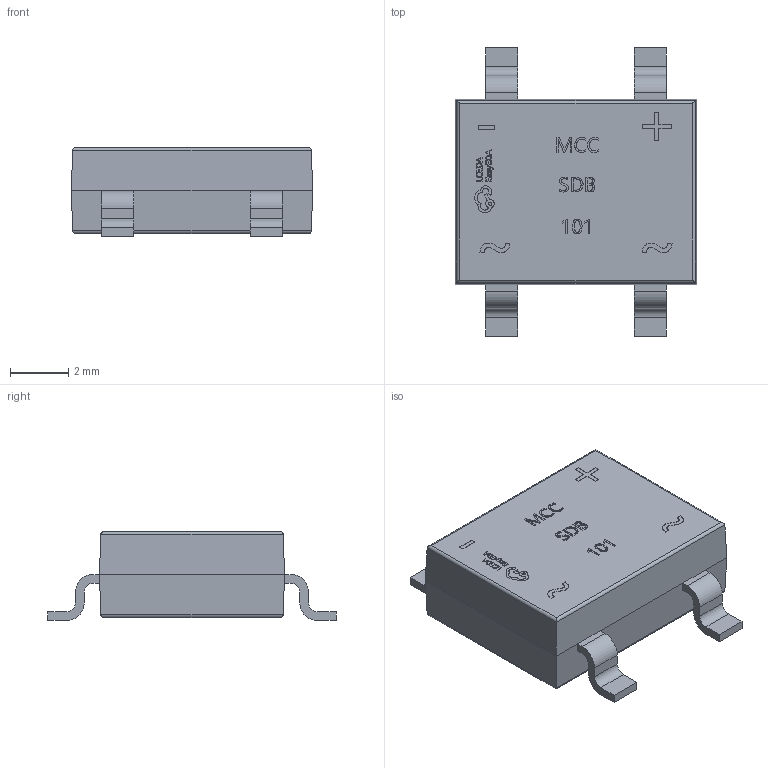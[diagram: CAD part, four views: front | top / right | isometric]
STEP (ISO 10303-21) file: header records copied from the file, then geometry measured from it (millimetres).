
FILE_DESCRIPTION (( 'STEP AP214' ), '1' );
FILE_NAME ('SDB_L8.3-W6.4-P5.10-LS9.9-BL.step', '2022-08-03T12:33:16', ( '' ), ( '' ), 'SwSTEP 2.0', 'SolidWorks 2020', '' );
FILE_SCHEMA (( 'AUTOMOTIVE_DESIGN' ));
Length unit declared in the file: millimetre
Products named in the file (1): SDB_L8.3-W6.4-P5.10-LS9.9-BL
Bounding box: 8.28 x 9.9 x 3.05 mm (x, y, z)
Volume: 156.3 mm3; surface area: 216.7 mm2
Topology: 14 solids, 14 shells, 519 faces, 1381 edges, 914 vertices
Faces by surface type: plane 309, bspline 186, cylinder 24
Entity records: 23827 total; most frequent: CARTESIAN_POINT 9209, ORIENTED_EDGE 2762, DIRECTION 1697, EDGE_CURVE 1381, VECTOR 965, LINE 965, VERTEX_POINT 914, EDGE_LOOP 555
